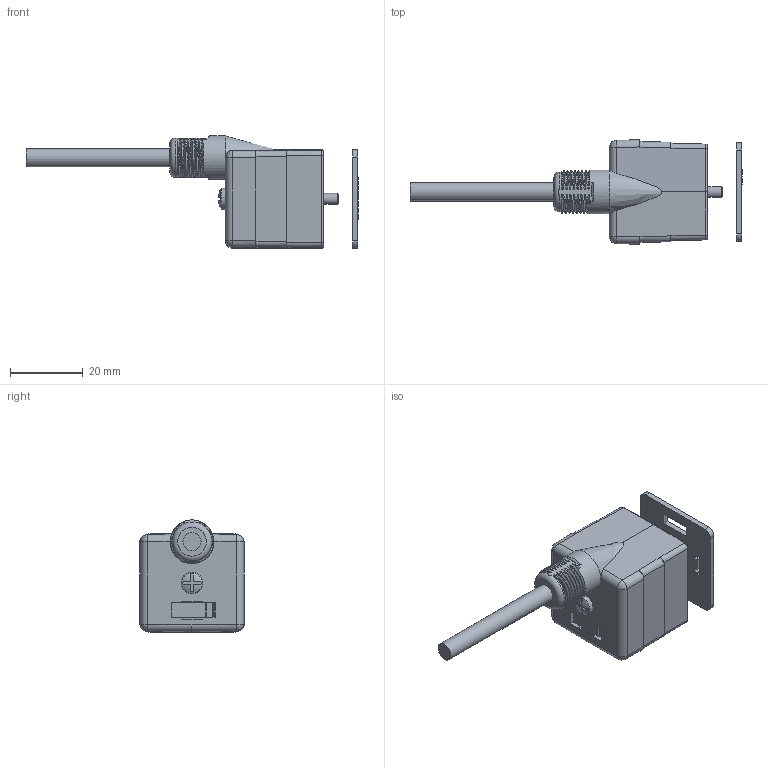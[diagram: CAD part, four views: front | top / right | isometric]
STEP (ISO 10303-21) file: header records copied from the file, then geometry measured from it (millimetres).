
FILE_DESCRIPTION(/* description */ (''),/* implementation_level */ '2;1');
FILE_NAME(/* name */ 'RA-VAAG22_1-230_0-m.stp',/* time_stamp */ '2024-09-03T13:54:44+02:00',/* author */ ('ESCHA GmbH & Co. KG'),/* organization */ ('ESCHA GmbH & Co. KG'),/* preprocessor_version */ 'ST-DEVELOPER v19.4',/* originating_system */ 'SIEMENS PLM Software NX2212.8702',/* authorisation */ '');
FILE_SCHEMA (('AUTOMOTIVE_DESIGN { 1 0 10303 214 3 1 1 1 }'));
Length unit declared in the file: millimetre
Products named in the file (1): Klotz
Bounding box: 91.1 x 28.6 x 30.8 mm (x, y, z)
Volume: 22467.3 mm3; surface area: 7282.6 mm2
Topology: 2 solids, 2 shells, 323 faces, 866 edges, 565 vertices
Faces by surface type: plane 159, cylinder 110, bspline 33, torus 7, extrusion 5, cone 5, sphere 4
Full cylindrical faces by diameter (mm): 1.5 x2, 1.7 x2, 3 x1, 5 x1, 10 x1, 12 x1
Entity records: 22521 total; most frequent: CARTESIAN_POINT 14918, ORIENTED_EDGE 1692, DIRECTION 1321, EDGE_CURVE 846, VERTEX_POINT 560, VECTOR 499, LINE 494, AXIS2_PLACEMENT_3D 411
